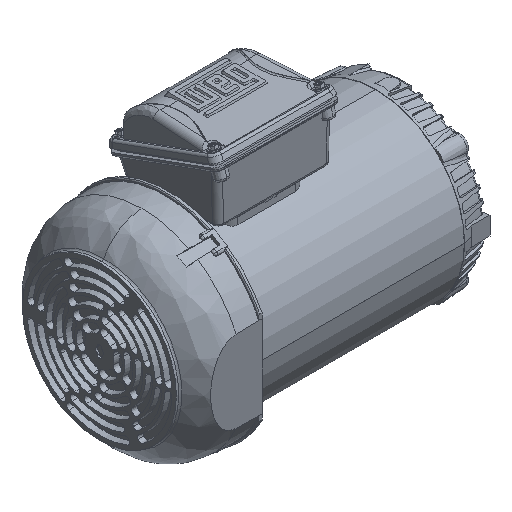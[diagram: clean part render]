
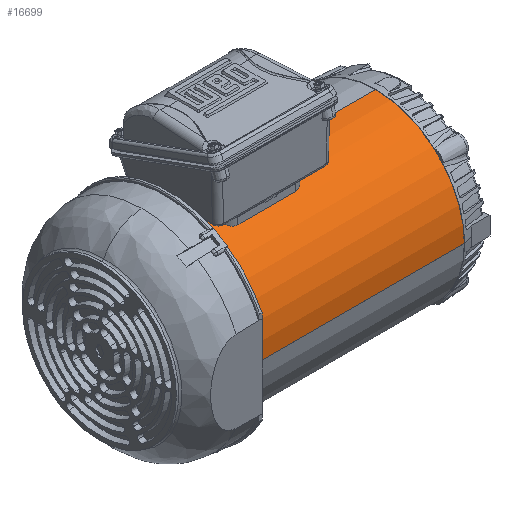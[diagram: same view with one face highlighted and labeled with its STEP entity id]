
A CAD part, isometric view. The second image highlights one B-rep face of the part: STEP entity #16699.
In plain terms, the highlighted cylindrical face has radius 81.875 mm (diameter 163.75 mm), a partial arc.
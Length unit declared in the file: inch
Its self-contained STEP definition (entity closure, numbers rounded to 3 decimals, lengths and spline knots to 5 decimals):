
#223 = DIRECTION ( 'NONE',  ( -1., 0., 0. ) ) ;
#3443 = DIRECTION ( 'NONE',  ( -1., 0., 0. ) ) ;
#3774 = ORIENTED_EDGE ( 'NONE', *, *, #41903, .T. ) ;
#3798 = ORIENTED_EDGE ( 'NONE', *, *, #8820, .T. ) ;
#5664 = CARTESIAN_POINT ( 'NONE',  ( 24.31167, -3.77467, 0.00056 ) ) ;
#5844 = VERTEX_POINT ( 'NONE', #20002 ) ;
#8072 = CIRCLE ( 'NONE', #25279, 3.22343 ) ;
#8820 = EDGE_CURVE ( 'NONE', #9750, #10385, #16226, .T. ) ;
#9091 = DIRECTION ( 'NONE',  ( 1., 0., 0. ) ) ;
#9750 = VERTEX_POINT ( 'NONE', #32834 ) ;
#9941 = EDGE_LOOP ( 'NONE', ( #11135, #34106, #3774, #3798 ) ) ;
#10385 = VERTEX_POINT ( 'NONE', #17123 ) ;
#11010 = CYLINDRICAL_SURFACE ( 'NONE', #12168, 3.22343 ) ;
#11135 = ORIENTED_EDGE ( 'NONE', *, *, #24380, .T. ) ;
#11261 = DIRECTION ( 'NONE',  ( 0., 0., 1. ) ) ;
#12168 = AXIS2_PLACEMENT_3D ( 'NONE', #29860, #223, #11261 ) ;
#16226 = LINE ( 'NONE', #5664, #27406 ) ;
#16699 = ADVANCED_FACE ( 'NONE', ( #34014 ), #11010, .T. ) ;
#17123 = CARTESIAN_POINT ( 'NONE',  ( 3.23621, -3.77467, 0.00056 ) ) ;
#17390 = CARTESIAN_POINT ( 'NONE',  ( 3.23621, -0.55125, 3.22343 ) ) ;
#20002 = CARTESIAN_POINT ( 'NONE',  ( -4.24411, -0.55125, 3.22343 ) ) ;
#24380 = EDGE_CURVE ( 'NONE', #10385, #27852, #8072, .T. ) ;
#25279 = AXIS2_PLACEMENT_3D ( 'NONE', #26087, #48099, #37298 ) ;
#25514 = AXIS2_PLACEMENT_3D ( 'NONE', #33219, #30045, #44749 ) ;
#26087 = CARTESIAN_POINT ( 'NONE',  ( 3.23621, -0.55125, 0. ) ) ;
#26568 = VECTOR ( 'NONE', #3443, 39.37008 ) ;
#27406 = VECTOR ( 'NONE', #9091, 39.37008 ) ;
#27852 = VERTEX_POINT ( 'NONE', #17390 ) ;
#29401 = CARTESIAN_POINT ( 'NONE',  ( 24.31167, -0.55125, 3.22343 ) ) ;
#29860 = CARTESIAN_POINT ( 'NONE',  ( 24.31167, -0.55125, 0. ) ) ;
#30045 = DIRECTION ( 'NONE',  ( 1., 0., 0. ) ) ;
#32834 = CARTESIAN_POINT ( 'NONE',  ( -4.24411, -3.77467, 0.00056 ) ) ;
#33029 = EDGE_CURVE ( 'NONE', #27852, #5844, #33311, .T. ) ;
#33219 = CARTESIAN_POINT ( 'NONE',  ( -4.24411, -0.55125, 0. ) ) ;
#33311 = LINE ( 'NONE', #29401, #26568 ) ;
#34014 = FACE_OUTER_BOUND ( 'NONE', #9941, .T. ) ;
#34106 = ORIENTED_EDGE ( 'NONE', *, *, #33029, .T. ) ;
#37298 = DIRECTION ( 'NONE',  ( 0., 0., 1. ) ) ;
#41903 = EDGE_CURVE ( 'NONE', #5844, #9750, #46628, .T. ) ;
#44749 = DIRECTION ( 'NONE',  ( 0., 0., 1. ) ) ;
#46628 = CIRCLE ( 'NONE', #25514, 3.22343 ) ;
#48099 = DIRECTION ( 'NONE',  ( -1., 0., 0. ) ) ;
